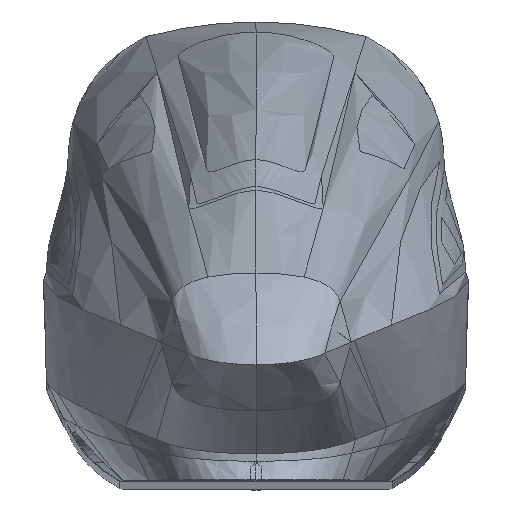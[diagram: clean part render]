
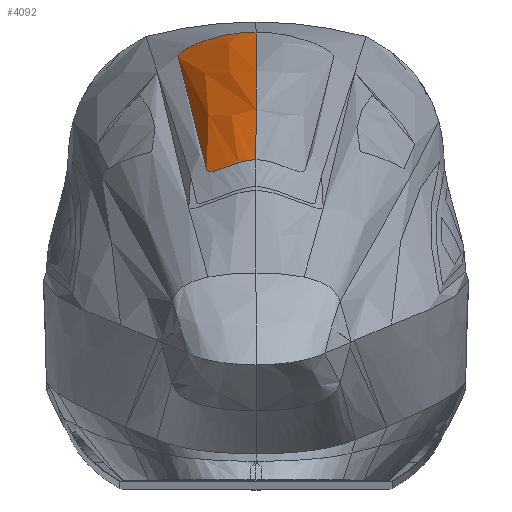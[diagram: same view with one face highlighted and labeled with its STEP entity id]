
A CAD part, top view. The second image highlights one B-rep face of the part: STEP entity #4092.
In plain terms, the highlighted free-form (B-spline) face has degree [3, 3] with [4, 7] control points.
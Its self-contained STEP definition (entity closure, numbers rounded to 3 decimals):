
#338=FACE_OUTER_BOUND('',#540,.T.);
#540=EDGE_LOOP('',(#2890,#2891,#2892,#2893,#2894,#2895));
#965=B_SPLINE_CURVE_WITH_KNOTS('',3,(#10343,#10344,#10345,#10346),
 .UNSPECIFIED.,.F.,.F.,(4,4),(-34.748,-11.747),
 .UNSPECIFIED.);
#966=B_SPLINE_CURVE_WITH_KNOTS('',3,(#10348,#10349,#10350,#10351,#10352,
#10353),.UNSPECIFIED.,.F.,.F.,(4,2,4),(-6.47,-3.416,
-3.226),.UNSPECIFIED.);
#967=B_SPLINE_CURVE_WITH_KNOTS('',3,(#10355,#10356,#10357,#10358,#10359,
#10360,#10361,#10362,#10363,#10364,#10365,#10366,#10367,#10368),
 .UNSPECIFIED.,.F.,.F.,(4,2,2,2,2,2,4),(-3.336,-3.288,
-3.144,-2.741,-2.299,-1.826,
-1.575),.UNSPECIFIED.);
#968=B_SPLINE_CURVE_WITH_KNOTS('',3,(#10370,#10371,#10372,#10373,#10374,
#10375,#10376),.UNSPECIFIED.,.F.,.F.,(4,3,4),(-14.133,-5.598,
-0.051),.UNSPECIFIED.);
#969=B_SPLINE_CURVE_WITH_KNOTS('',3,(#10378,#10379,#10380,#10381,#10382,
#10383,#10384,#10385,#10386,#10387,#10388,#10389,#10390,#10391,#10392,#10393,
#10394,#10395),.UNSPECIFIED.,.F.,.F.,(4,2,2,2,2,2,2,2,4),(-1.559,
-1.332,-1.105,-0.792,-0.518,
-0.246,-0.114,-0.05,0.),
 .UNSPECIFIED.);
#970=B_SPLINE_CURVE_WITH_KNOTS('',3,(#10396,#10397,#10398,#10399,#10400,
#10401),.UNSPECIFIED.,.F.,.F.,(4,2,4),(-1.302,-1.242,
-0.055),.UNSPECIFIED.);
#1494=VERTEX_POINT('',#10341);
#1495=VERTEX_POINT('',#10342);
#1496=VERTEX_POINT('',#10347);
#1497=VERTEX_POINT('',#10354);
#1498=VERTEX_POINT('',#10369);
#1499=VERTEX_POINT('',#10377);
#2053=EDGE_CURVE('',#1494,#1495,#965,.T.);
#2054=EDGE_CURVE('',#1496,#1494,#966,.T.);
#2055=EDGE_CURVE('',#1497,#1496,#967,.T.);
#2056=EDGE_CURVE('',#1498,#1497,#968,.T.);
#2057=EDGE_CURVE('',#1499,#1498,#969,.T.);
#2058=EDGE_CURVE('',#1495,#1499,#970,.T.);
#2890=ORIENTED_EDGE('',*,*,#2053,.F.);
#2891=ORIENTED_EDGE('',*,*,#2054,.F.);
#2892=ORIENTED_EDGE('',*,*,#2055,.F.);
#2893=ORIENTED_EDGE('',*,*,#2056,.F.);
#2894=ORIENTED_EDGE('',*,*,#2057,.F.);
#2895=ORIENTED_EDGE('',*,*,#2058,.F.);
#3727=B_SPLINE_SURFACE_WITH_KNOTS('',3,3,((#10313,#10314,#10315,#10316,
#10317,#10318,#10319),(#10320,#10321,#10322,#10323,#10324,#10325,#10326),
(#10327,#10328,#10329,#10330,#10331,#10332,#10333),(#10334,#10335,#10336,
#10337,#10338,#10339,#10340)),.UNSPECIFIED.,.F.,.F.,.F.,(4,4),(4,1,1,1,
4),(0.122,0.5),(0.202,0.284,
0.449,0.614,0.779),.UNSPECIFIED.);
#4092=ADVANCED_FACE('',(#338),#3727,.F.);
#10313=CARTESIAN_POINT('Ctrl Pts',(-35.724,98.863,100.481));
#10314=CARTESIAN_POINT('Ctrl Pts',(-35.487,97.82,108.226));
#10315=CARTESIAN_POINT('Ctrl Pts',(-34.705,94.158,132.793));
#10316=CARTESIAN_POINT('Ctrl Pts',(-33.139,84.931,181.639));
#10317=CARTESIAN_POINT('Ctrl Pts',(-30.669,67.58,254.056));
#10318=CARTESIAN_POINT('Ctrl Pts',(-28.164,51.109,310.216));
#10319=CARTESIAN_POINT('Ctrl Pts',(-26.497,41.5,339.434));
#10320=CARTESIAN_POINT('Ctrl Pts',(-24.187,101.421,114.571));
#10321=CARTESIAN_POINT('Ctrl Pts',(-24.065,100.278,123.754));
#10322=CARTESIAN_POINT('Ctrl Pts',(-23.656,96.212,151.985));
#10323=CARTESIAN_POINT('Ctrl Pts',(-22.813,85.99,203.426));
#10324=CARTESIAN_POINT('Ctrl Pts',(-21.368,67.52,273.381));
#10325=CARTESIAN_POINT('Ctrl Pts',(-19.764,50.699,324.897));
#10326=CARTESIAN_POINT('Ctrl Pts',(-18.657,41.09,351.385));
#10327=CARTESIAN_POINT('Ctrl Pts',(-12.357,102.957,132.804));
#10328=CARTESIAN_POINT('Ctrl Pts',(-12.341,101.722,144.064));
#10329=CARTESIAN_POINT('Ctrl Pts',(-12.269,97.259,177.846));
#10330=CARTESIAN_POINT('Ctrl Pts',(-11.976,86.04,234.149));
#10331=CARTESIAN_POINT('Ctrl Pts',(-11.178,66.529,301.713));
#10332=CARTESIAN_POINT('Ctrl Pts',(-10.237,49.489,346.755));
#10333=CARTESIAN_POINT('Ctrl Pts',(-9.636,39.961,369.276));
#10334=CARTESIAN_POINT('Ctrl Pts',(0.,102.957,
132.804));
#10335=CARTESIAN_POINT('Ctrl Pts',(0.,101.722,
144.064));
#10336=CARTESIAN_POINT('Ctrl Pts',(0.,97.259,
177.846));
#10337=CARTESIAN_POINT('Ctrl Pts',(0.,86.04,
234.149));
#10338=CARTESIAN_POINT('Ctrl Pts',(0.,66.529,
301.713));
#10339=CARTESIAN_POINT('Ctrl Pts',(0.,49.489,
346.755));
#10340=CARTESIAN_POINT('Ctrl Pts',(0.,39.961,
369.276));
#10341=CARTESIAN_POINT('',(0.,102.957,132.804));
#10342=CARTESIAN_POINT('',(0.,46.257,354.031));
#10343=CARTESIAN_POINT('Ctrl Pts',(0.,102.957,
132.804));
#10344=CARTESIAN_POINT('Ctrl Pts',(0.,94.866,
206.546));
#10345=CARTESIAN_POINT('Ctrl Pts',(0.,75.966,
280.289));
#10346=CARTESIAN_POINT('Ctrl Pts',(0.,46.257,
354.031));
#10347=CARTESIAN_POINT('',(-24.376,98.478,132.804));
#10348=CARTESIAN_POINT('Ctrl Pts',(-24.376,98.478,132.804));
#10349=CARTESIAN_POINT('Ctrl Pts',(-14.729,102.082,132.804));
#10350=CARTESIAN_POINT('Ctrl Pts',(-6.49,102.862,132.804));
#10351=CARTESIAN_POINT('Ctrl Pts',(-0.706,102.954,
132.804));
#10352=CARTESIAN_POINT('Ctrl Pts',(-0.357,102.957,132.804));
#10353=CARTESIAN_POINT('Ctrl Pts',(0.,102.957,
132.804));
#10354=CARTESIAN_POINT('',(-34.356,92.001,143.428));
#10355=CARTESIAN_POINT('Ctrl Pts',(-34.356,92.001,143.428));
#10356=CARTESIAN_POINT('Ctrl Pts',(-34.366,92.028,143.27));
#10357=CARTESIAN_POINT('Ctrl Pts',(-34.372,92.056,143.113));
#10358=CARTESIAN_POINT('Ctrl Pts',(-34.382,92.176,142.485));
#10359=CARTESIAN_POINT('Ctrl Pts',(-34.356,92.282,142.017));
#10360=CARTESIAN_POINT('Ctrl Pts',(-34.135,92.741,140.265));
#10361=CARTESIAN_POINT('Ctrl Pts',(-33.726,93.19,139.046));
#10362=CARTESIAN_POINT('Ctrl Pts',(-32.461,94.259,136.764));
#10363=CARTESIAN_POINT('Ctrl Pts',(-31.572,94.888,135.735));
#10364=CARTESIAN_POINT('Ctrl Pts',(-29.4,96.207,134.041));
#10365=CARTESIAN_POINT('Ctrl Pts',(-28.093,96.898,133.408));
#10366=CARTESIAN_POINT('Ctrl Pts',(-25.934,97.867,132.896));
#10367=CARTESIAN_POINT('Ctrl Pts',(-25.16,98.185,132.804));
#10368=CARTESIAN_POINT('Ctrl Pts',(-24.376,98.478,132.804));
#10369=CARTESIAN_POINT('',(-21.776,42.044,344.655));
#10370=CARTESIAN_POINT('Ctrl Pts',(-21.776,42.044,344.655));
#10371=CARTESIAN_POINT('Ctrl Pts',(-24.797,58.454,296.323));
#10372=CARTESIAN_POINT('Ctrl Pts',(-27.711,70.483,249.715));
#10373=CARTESIAN_POINT('Ctrl Pts',(-30.184,79.13,210.158));
#10374=CARTESIAN_POINT('Ctrl Pts',(-31.792,84.751,184.446));
#10375=CARTESIAN_POINT('Ctrl Pts',(-33.213,88.955,161.716));
#10376=CARTESIAN_POINT('Ctrl Pts',(-34.356,92.001,143.428));
#10377=CARTESIAN_POINT('',(-11.795,43.45,354.031));
#10378=CARTESIAN_POINT('Ctrl Pts',(-11.795,43.45,354.031));
#10379=CARTESIAN_POINT('Ctrl Pts',(-12.49,43.152,354.031));
#10380=CARTESIAN_POINT('Ctrl Pts',(-13.19,42.865,353.959));
#10381=CARTESIAN_POINT('Ctrl Pts',(-14.577,42.33,353.663));
#10382=CARTESIAN_POINT('Ctrl Pts',(-15.263,42.083,353.439));
#10383=CARTESIAN_POINT('Ctrl Pts',(-16.837,41.576,352.724));
#10384=CARTESIAN_POINT('Ctrl Pts',(-17.695,41.348,352.171));
#10385=CARTESIAN_POINT('Ctrl Pts',(-19.14,41.092,350.878));
#10386=CARTESIAN_POINT('Ctrl Pts',(-19.732,41.046,350.182));
#10387=CARTESIAN_POINT('Ctrl Pts',(-20.711,41.111,348.649));
#10388=CARTESIAN_POINT('Ctrl Pts',(-21.087,41.22,347.831));
#10389=CARTESIAN_POINT('Ctrl Pts',(-21.477,41.486,346.571));
#10390=CARTESIAN_POINT('Ctrl Pts',(-21.576,41.589,346.156));
#10391=CARTESIAN_POINT('Ctrl Pts',(-21.683,41.764,345.535));
#10392=CARTESIAN_POINT('Ctrl Pts',(-21.712,41.825,345.332));
#10393=CARTESIAN_POINT('Ctrl Pts',(-21.752,41.938,344.97));
#10394=CARTESIAN_POINT('Ctrl Pts',(-21.766,41.99,344.813));
#10395=CARTESIAN_POINT('Ctrl Pts',(-21.776,42.044,344.655));
#10396=CARTESIAN_POINT('Ctrl Pts',(0.,46.257,
354.031));
#10397=CARTESIAN_POINT('Ctrl Pts',(-0.205,46.257,
354.031));
#10398=CARTESIAN_POINT('Ctrl Pts',(-0.406,46.254,
354.031));
#10399=CARTESIAN_POINT('Ctrl Pts',(-4.46,46.14,354.031));
#10400=CARTESIAN_POINT('Ctrl Pts',(-8.165,45.005,354.031));
#10401=CARTESIAN_POINT('Ctrl Pts',(-11.795,43.45,354.031));
